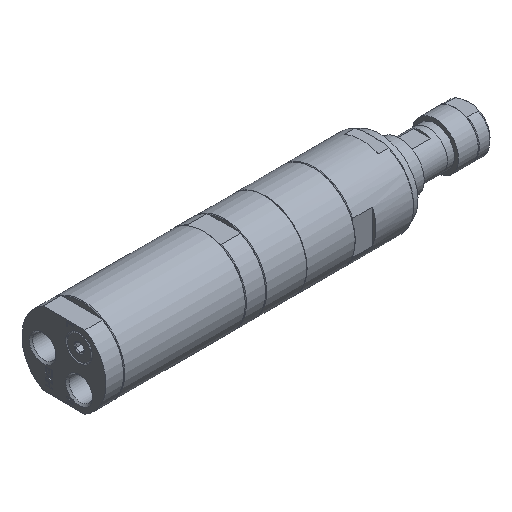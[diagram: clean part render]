
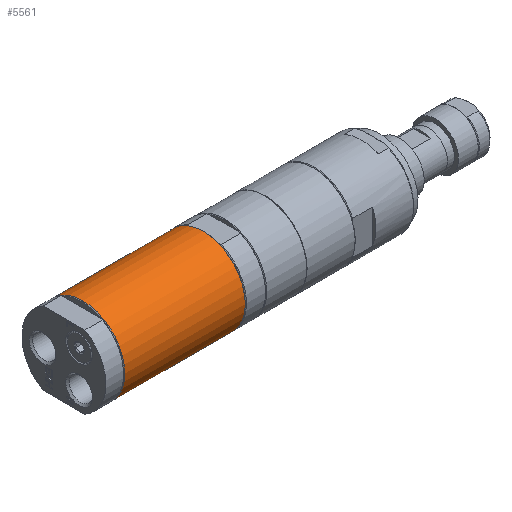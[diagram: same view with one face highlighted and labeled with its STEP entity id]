
A CAD part, isometric view. The second image highlights one B-rep face of the part: STEP entity #5561.
In plain terms, the highlighted cylindrical face has radius 20.75 mm (diameter 41.5 mm), a full revolution.
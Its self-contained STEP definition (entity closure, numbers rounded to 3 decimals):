
#1502=FACE_BOUND('',#1910,.T.);
#1579=FACE_OUTER_BOUND('',#1909,.T.);
#1909=EDGE_LOOP('',(#3913));
#1910=EDGE_LOOP('',(#3914));
#2285=CIRCLE('',#5903,20.75);
#2286=CIRCLE('',#5905,20.75);
#2554=VERTEX_POINT('',#8022);
#2555=VERTEX_POINT('',#8025);
#3089=EDGE_CURVE('',#2554,#2554,#2285,.T.);
#3090=EDGE_CURVE('',#2555,#2555,#2286,.T.);
#3913=ORIENTED_EDGE('',*,*,#3090,.T.);
#3914=ORIENTED_EDGE('',*,*,#3089,.F.);
#5494=CYLINDRICAL_SURFACE('',#5904,20.75);
#5561=ADVANCED_FACE('',(#1579,#1502),#5494,.T.);
#5903=AXIS2_PLACEMENT_3D('',#8023,#6519,#6520);
#5904=AXIS2_PLACEMENT_3D('',#8024,#6521,#6522);
#5905=AXIS2_PLACEMENT_3D('',#8026,#6523,#6524);
#6519=DIRECTION('center_axis',(-1.,0.,0.));
#6520=DIRECTION('ref_axis',(0.,-1.,0.));
#6521=DIRECTION('center_axis',(-1.,0.,0.));
#6522=DIRECTION('ref_axis',(0.,-1.,0.));
#6523=DIRECTION('center_axis',(-1.,0.,0.));
#6524=DIRECTION('ref_axis',(0.,0.,
-1.));
#8022=CARTESIAN_POINT('',(-25.7,-20.75,0.));
#8023=CARTESIAN_POINT('Origin',(-25.7,0.,0.));
#8024=CARTESIAN_POINT('Origin',(-12.85,0.,0.));
#8025=CARTESIAN_POINT('',(33.7,0.,-20.75));
#8026=CARTESIAN_POINT('Origin',(33.7,0.,0.));
